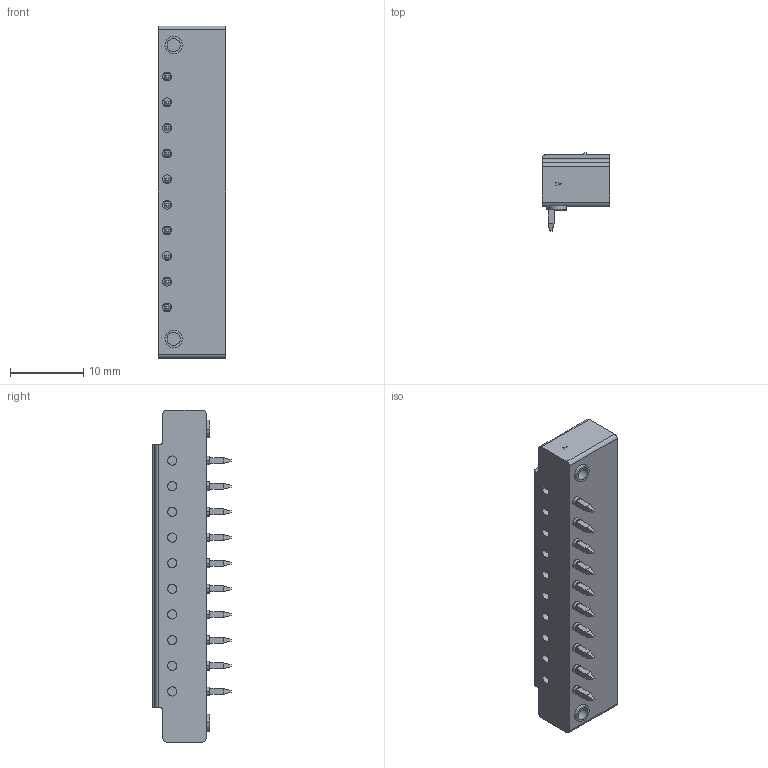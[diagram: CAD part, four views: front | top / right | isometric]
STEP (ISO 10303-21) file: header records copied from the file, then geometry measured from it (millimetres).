
FILE_DESCRIPTION(('STEP AP214'),'1');
FILE_NAME(' ',' ',('TraceParts'),('TraceParts S.A.'),'XStep 1.0',' ',' ');
FILE_SCHEMA(('automotive_design'));
Length unit declared in the file: millimetre
Products named in the file (1): mc_1.5-10-gf-3.5|mc_1.5-10-gf-3.5;mc_1.5-10-gf-3.5
Bounding box: 9.2 x 10.65 x 45.3 mm (x, y, z)
Volume: 1753.3 mm3; surface area: 3567.6 mm2
Topology: 1 solids, 1 shells, 837 faces, 2016 edges, 1262 vertices
Faces by surface type: plane 624, cylinder 193, cone 20
Entity records: 30507 total; most frequent: CARTESIAN_POINT 10836, ORIENTED_EDGE 4032, DIRECTION 4022, EDGE_CURVE 2016, LINE 1566, VECTOR 1566, VERTEX_POINT 1262, AXIS2_PLACEMENT_3D 1228
